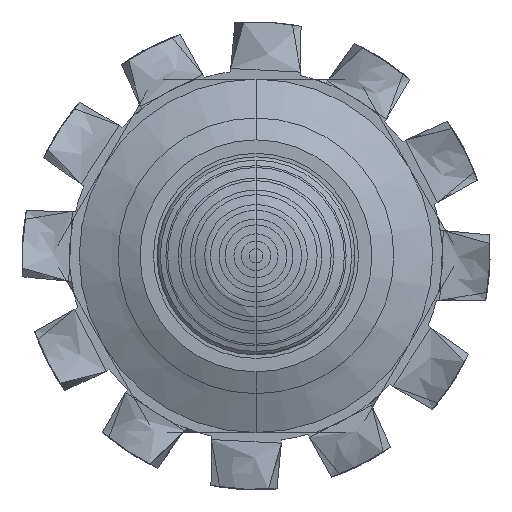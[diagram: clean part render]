
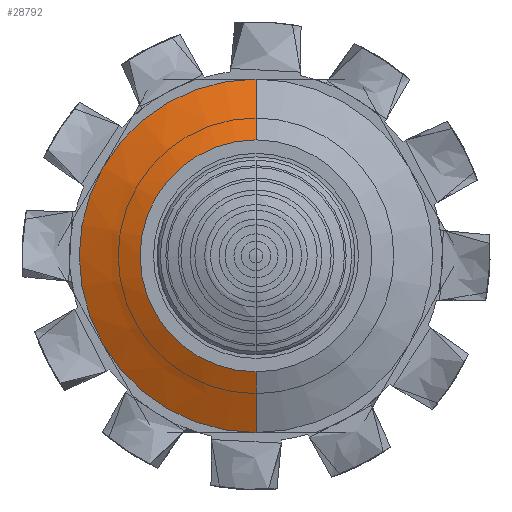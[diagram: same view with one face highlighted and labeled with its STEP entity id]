
A CAD part, left-side view. The second image highlights one B-rep face of the part: STEP entity #28792.
In plain terms, the highlighted conical face has half-angle 65.056 degrees and reference radius 6.35 mm.
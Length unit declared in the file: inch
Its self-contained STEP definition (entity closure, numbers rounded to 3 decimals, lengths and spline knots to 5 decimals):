
#920 = CARTESIAN_POINT ( 'NONE',  ( 0.04, 0., 0. ) ) ;
#1173 = ORIENTED_EDGE ( 'NONE', *, *, #19151, .T. ) ;
#2493 = AXIS2_PLACEMENT_3D ( 'NONE', #25625, #6852, #9348 ) ;
#3758 = CARTESIAN_POINT ( 'NONE',  ( 0.04, 0., 0.25 ) ) ;
#3836 = EDGE_LOOP ( 'NONE', ( #33080, #1173, #20495, #32148 ) ) ;
#5086 = EDGE_CURVE ( 'NONE', #23221, #21091, #11506, .T. ) ;
#5966 = CONICAL_SURFACE ( 'NONE', #24365, 0.25, 1.135 ) ;
#6301 = CARTESIAN_POINT ( 'NONE',  ( 0., 0., 0.164 ) ) ;
#6482 = DIRECTION ( 'NONE',  ( 0.422, 0., 0.907 ) ) ;
#6571 = VERTEX_POINT ( 'NONE', #6301 ) ;
#6618 = CIRCLE ( 'NONE', #19274, 0.25 ) ;
#6852 = DIRECTION ( 'NONE',  ( -1., 0., 0. ) ) ;
#8454 = DIRECTION ( 'NONE',  ( 0., 0., 1. ) ) ;
#9011 = DIRECTION ( 'NONE',  ( 0., 0., -1. ) ) ;
#9121 = CARTESIAN_POINT ( 'NONE',  ( 0.04, 0., -0.25 ) ) ;
#9348 = DIRECTION ( 'NONE',  ( 0., 0., 1. ) ) ;
#10348 = VECTOR ( 'NONE', #6482, 39.37008 ) ;
#11506 = LINE ( 'NONE', #33063, #32325 ) ;
#14390 = EDGE_CURVE ( 'NONE', #6571, #23221, #29892, .T. ) ;
#15304 = FACE_OUTER_BOUND ( 'NONE', #3836, .T. ) ;
#16956 = DIRECTION ( 'NONE',  ( -1., 0., 0. ) ) ;
#19151 = EDGE_CURVE ( 'NONE', #6571, #33672, #33738, .T. ) ;
#19274 = AXIS2_PLACEMENT_3D ( 'NONE', #24813, #16956, #8454 ) ;
#20495 = ORIENTED_EDGE ( 'NONE', *, *, #34448, .T. ) ;
#21091 = VERTEX_POINT ( 'NONE', #9121 ) ;
#22248 = CARTESIAN_POINT ( 'NONE',  ( 0.04, 0., 0.25 ) ) ;
#22460 = DIRECTION ( 'NONE',  ( 0.422, 0., -0.907 ) ) ;
#23221 = VERTEX_POINT ( 'NONE', #31923 ) ;
#24365 = AXIS2_PLACEMENT_3D ( 'NONE', #920, #25267, #9011 ) ;
#24813 = CARTESIAN_POINT ( 'NONE',  ( 0.04, 0., 0. ) ) ;
#25267 = DIRECTION ( 'NONE',  ( 1., 0., 0. ) ) ;
#25625 = CARTESIAN_POINT ( 'NONE',  ( 0., 0., 0. ) ) ;
#28792 = ADVANCED_FACE ( 'NONE', ( #15304 ), #5966, .T. ) ;
#29892 = CIRCLE ( 'NONE', #2493, 0.164 ) ;
#31923 = CARTESIAN_POINT ( 'NONE',  ( 0., 0., -0.164 ) ) ;
#32148 = ORIENTED_EDGE ( 'NONE', *, *, #5086, .F. ) ;
#32325 = VECTOR ( 'NONE', #22460, 39.37008 ) ;
#33063 = CARTESIAN_POINT ( 'NONE',  ( 0.04, 0., -0.25 ) ) ;
#33080 = ORIENTED_EDGE ( 'NONE', *, *, #14390, .F. ) ;
#33672 = VERTEX_POINT ( 'NONE', #22248 ) ;
#33738 = LINE ( 'NONE', #3758, #10348 ) ;
#34448 = EDGE_CURVE ( 'NONE', #33672, #21091, #6618, .T. ) ;
